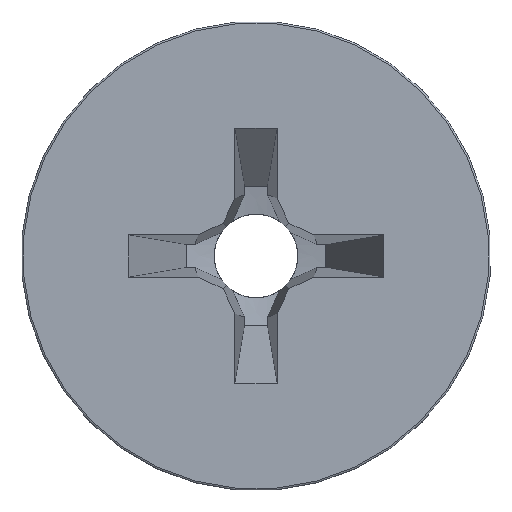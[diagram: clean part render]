
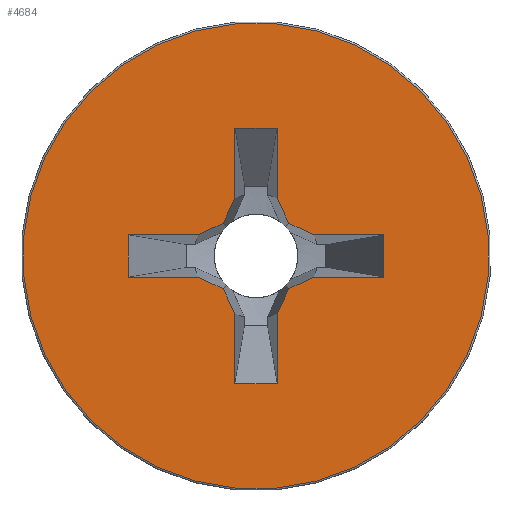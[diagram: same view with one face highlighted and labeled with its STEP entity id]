
A CAD part, left-side view. The second image highlights one B-rep face of the part: STEP entity #4684.
In plain terms, the highlighted planar face has unit normal (-1, 0, 0).
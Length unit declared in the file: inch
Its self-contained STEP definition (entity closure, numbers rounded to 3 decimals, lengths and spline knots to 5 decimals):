
#1985=CARTESIAN_POINT('',(0.,0.,0.));
#1986=DIRECTION('',(-1.,0.,0.));
#1987=DIRECTION('',(0.,1.,0.));
#1988=AXIS2_PLACEMENT_3D('',#1985,#1986,#1987);
#1990=CARTESIAN_POINT('',(0.,0.,0.));
#1991=DIRECTION('',(1.,0.,0.));
#1992=DIRECTION('',(0.,1.,0.));
#1993=AXIS2_PLACEMENT_3D('',#1990,#1991,#1992);
#1995=DIRECTION('',(0.,-0.707,-0.707));
#1996=VECTOR('',#1995,0.01833);
#1997=CARTESIAN_POINT('',(0.,0.04537,-0.03241));
#1998=LINE('',#1997,#1996);
#1999=DIRECTION('',(0.,0.707,-0.707));
#2000=VECTOR('',#1999,0.03028);
#2001=CARTESIAN_POINT('',(0.,0.011,-0.02396));
#2002=LINE('',#2001,#2000);
#2003=DIRECTION('',(0.,0.94,-0.342));
#2004=VECTOR('',#2003,0.01171);
#2005=CARTESIAN_POINT('',(0.,0.,-0.01996));
#2006=LINE('',#2005,#2004);
#2007=DIRECTION('',(0.,0.94,0.342));
#2008=VECTOR('',#2007,0.01171);
#2009=CARTESIAN_POINT('',(0.,-0.011,-0.02396));
#2010=LINE('',#2009,#2008);
#2011=DIRECTION('',(0.,-0.707,-0.707));
#2012=VECTOR('',#2011,0.03028);
#2013=CARTESIAN_POINT('',(0.,-0.011,-0.02396));
#2014=LINE('',#2013,#2012);
#2015=DIRECTION('',(0.,0.707,-0.707));
#2016=VECTOR('',#2015,0.01833);
#2017=CARTESIAN_POINT('',(0.,-0.04537,-0.03241));
#2018=LINE('',#2017,#2016);
#2019=DIRECTION('',(0.,-0.707,-0.707));
#2020=VECTOR('',#2019,0.03028);
#2021=CARTESIAN_POINT('',(0.,-0.02396,-0.011));
#2022=LINE('',#2021,#2020);
#2023=DIRECTION('',(0.,-0.342,-0.94));
#2024=VECTOR('',#2023,0.01171);
#2025=CARTESIAN_POINT('',(0.,-0.01996,0.));
#2026=LINE('',#2025,#2024);
#2027=DIRECTION('',(0.,0.342,-0.94));
#2028=VECTOR('',#2027,0.01171);
#2029=CARTESIAN_POINT('',(0.,-0.02396,0.011));
#2030=LINE('',#2029,#2028);
#2031=DIRECTION('',(0.,0.707,-0.707));
#2032=VECTOR('',#2031,0.03028);
#2033=CARTESIAN_POINT('',(0.,-0.04537,0.03241));
#2034=LINE('',#2033,#2032);
#2035=DIRECTION('',(0.,-0.707,-0.707));
#2036=VECTOR('',#2035,0.01833);
#2037=CARTESIAN_POINT('',(0.,-0.03241,0.04537));
#2038=LINE('',#2037,#2036);
#2039=DIRECTION('',(0.,0.707,-0.707));
#2040=VECTOR('',#2039,0.03028);
#2041=CARTESIAN_POINT('',(0.,-0.03241,0.04537));
#2042=LINE('',#2041,#2040);
#2043=DIRECTION('',(0.,-0.94,0.342));
#2044=VECTOR('',#2043,0.01171);
#2045=CARTESIAN_POINT('',(0.,0.,0.01996));
#2046=LINE('',#2045,#2044);
#2047=DIRECTION('',(0.,-0.94,-0.342));
#2048=VECTOR('',#2047,0.01171);
#2049=CARTESIAN_POINT('',(0.,0.011,0.02396));
#2050=LINE('',#2049,#2048);
#2051=DIRECTION('',(0.,-0.707,-0.707));
#2052=VECTOR('',#2051,0.03028);
#2053=CARTESIAN_POINT('',(0.,0.03241,0.04537));
#2054=LINE('',#2053,#2052);
#2055=DIRECTION('',(0.,0.707,-0.707));
#2056=VECTOR('',#2055,0.01833);
#2057=CARTESIAN_POINT('',(0.,0.03241,0.04537));
#2058=LINE('',#2057,#2056);
#2059=DIRECTION('',(0.,-0.707,-0.707));
#2060=VECTOR('',#2059,0.03028);
#2061=CARTESIAN_POINT('',(0.,0.04537,0.03241));
#2062=LINE('',#2061,#2060);
#2063=DIRECTION('',(0.,0.342,0.94));
#2064=VECTOR('',#2063,0.01171);
#2065=CARTESIAN_POINT('',(0.,0.01996,0.));
#2066=LINE('',#2065,#2064);
#2067=DIRECTION('',(0.,-0.342,0.94));
#2068=VECTOR('',#2067,0.01171);
#2069=CARTESIAN_POINT('',(0.,0.02396,-0.011));
#2070=LINE('',#2069,#2068);
#2071=DIRECTION('',(0.,0.707,-0.707));
#2072=VECTOR('',#2071,0.03028);
#2073=CARTESIAN_POINT('',(0.,0.02396,-0.011));
#2074=LINE('',#2073,#2072);
#2538=CARTESIAN_POINT('',(0.,0.04537,-0.03241));
#2539=CARTESIAN_POINT('',(0.,0.03241,-0.04537));
#2540=VERTEX_POINT('',#2538);
#2541=VERTEX_POINT('',#2539);
#2542=CARTESIAN_POINT('',(0.,0.02396,-0.011));
#2543=VERTEX_POINT('',#2542);
#2544=CARTESIAN_POINT('',(0.,0.01996,0.));
#2545=VERTEX_POINT('',#2544);
#2546=CARTESIAN_POINT('',(0.,0.02396,0.011));
#2547=VERTEX_POINT('',#2546);
#2548=CARTESIAN_POINT('',(0.,0.04537,0.03241));
#2549=VERTEX_POINT('',#2548);
#2550=CARTESIAN_POINT('',(0.,0.03241,0.04537));
#2551=VERTEX_POINT('',#2550);
#2552=CARTESIAN_POINT('',(0.,0.011,0.02396));
#2553=VERTEX_POINT('',#2552);
#2554=CARTESIAN_POINT('',(0.,0.,0.01996));
#2555=VERTEX_POINT('',#2554);
#2556=CARTESIAN_POINT('',(0.,-0.011,0.02396));
#2557=VERTEX_POINT('',#2556);
#2558=CARTESIAN_POINT('',(0.,-0.03241,0.04537));
#2559=VERTEX_POINT('',#2558);
#2560=CARTESIAN_POINT('',(0.,-0.04537,0.03241));
#2561=VERTEX_POINT('',#2560);
#2562=CARTESIAN_POINT('',(0.,-0.02396,0.011));
#2563=VERTEX_POINT('',#2562);
#2564=CARTESIAN_POINT('',(0.,-0.01996,0.));
#2565=VERTEX_POINT('',#2564);
#2566=CARTESIAN_POINT('',(0.,-0.02396,-0.011));
#2567=VERTEX_POINT('',#2566);
#2568=CARTESIAN_POINT('',(0.,-0.04537,-0.03241));
#2569=VERTEX_POINT('',#2568);
#2570=CARTESIAN_POINT('',(0.,-0.03241,-0.04537));
#2571=VERTEX_POINT('',#2570);
#2572=CARTESIAN_POINT('',(0.,-0.011,-0.02396));
#2573=VERTEX_POINT('',#2572);
#2574=CARTESIAN_POINT('',(0.,0.,-0.01996));
#2575=VERTEX_POINT('',#2574);
#2576=CARTESIAN_POINT('',(0.,0.011,-0.02396));
#2577=VERTEX_POINT('',#2576);
#2613=CARTESIAN_POINT('',(0.,0.10021,0.));
#2614=VERTEX_POINT('',#2613);
#2615=CARTESIAN_POINT('',(0.,-0.10021,0.));
#2616=VERTEX_POINT('',#2615);
#4633=CARTESIAN_POINT('',(0.,0.,0.));
#4634=DIRECTION('',(1.,0.,0.));
#4635=DIRECTION('',(0.,-1.,0.));
#4636=AXIS2_PLACEMENT_3D('',#4633,#4634,#4635);
#4637=PLANE('',#4636);
#4638=ORIENTED_EDGE('',*,*,#4626,.F.);
#4639=ORIENTED_EDGE('',*,*,#4615,.T.);
#4640=EDGE_LOOP('',(#4638,#4639));
#4641=FACE_OUTER_BOUND('',#4640,.F.);
#4643=ORIENTED_EDGE('',*,*,#4642,.T.);
#4645=ORIENTED_EDGE('',*,*,#4644,.F.);
#4647=ORIENTED_EDGE('',*,*,#4646,.F.);
#4649=ORIENTED_EDGE('',*,*,#4648,.F.);
#4651=ORIENTED_EDGE('',*,*,#4650,.T.);
#4653=ORIENTED_EDGE('',*,*,#4652,.F.);
#4655=ORIENTED_EDGE('',*,*,#4654,.F.);
#4657=ORIENTED_EDGE('',*,*,#4656,.F.);
#4659=ORIENTED_EDGE('',*,*,#4658,.F.);
#4661=ORIENTED_EDGE('',*,*,#4660,.F.);
#4663=ORIENTED_EDGE('',*,*,#4662,.F.);
#4665=ORIENTED_EDGE('',*,*,#4664,.T.);
#4667=ORIENTED_EDGE('',*,*,#4666,.F.);
#4669=ORIENTED_EDGE('',*,*,#4668,.F.);
#4671=ORIENTED_EDGE('',*,*,#4670,.F.);
#4673=ORIENTED_EDGE('',*,*,#4672,.T.);
#4675=ORIENTED_EDGE('',*,*,#4674,.T.);
#4677=ORIENTED_EDGE('',*,*,#4676,.F.);
#4679=ORIENTED_EDGE('',*,*,#4678,.F.);
#4681=ORIENTED_EDGE('',*,*,#4680,.T.);
#4682=EDGE_LOOP('',(#4643,#4645,#4647,#4649,#4651,#4653,#4655,#4657,#4659,#4661,
#4663,#4665,#4667,#4669,#4671,#4673,#4675,#4677,#4679,#4681));
#4683=FACE_BOUND('',#4682,.F.);
#1989=CIRCLE('',#1988,0.10021);
#1994=CIRCLE('',#1993,0.10021);
#4615=EDGE_CURVE('',#2614,#2616,#1994,.T.);
#4626=EDGE_CURVE('',#2614,#2616,#1989,.T.);
#4642=EDGE_CURVE('',#2540,#2541,#1998,.T.);
#4644=EDGE_CURVE('',#2577,#2541,#2002,.T.);
#4646=EDGE_CURVE('',#2575,#2577,#2006,.T.);
#4648=EDGE_CURVE('',#2573,#2575,#2010,.T.);
#4650=EDGE_CURVE('',#2573,#2571,#2014,.T.);
#4652=EDGE_CURVE('',#2569,#2571,#2018,.T.);
#4654=EDGE_CURVE('',#2567,#2569,#2022,.T.);
#4656=EDGE_CURVE('',#2565,#2567,#2026,.T.);
#4658=EDGE_CURVE('',#2563,#2565,#2030,.T.);
#4660=EDGE_CURVE('',#2561,#2563,#2034,.T.);
#4662=EDGE_CURVE('',#2559,#2561,#2038,.T.);
#4664=EDGE_CURVE('',#2559,#2557,#2042,.T.);
#4666=EDGE_CURVE('',#2555,#2557,#2046,.T.);
#4668=EDGE_CURVE('',#2553,#2555,#2050,.T.);
#4670=EDGE_CURVE('',#2551,#2553,#2054,.T.);
#4672=EDGE_CURVE('',#2551,#2549,#2058,.T.);
#4674=EDGE_CURVE('',#2549,#2547,#2062,.T.);
#4676=EDGE_CURVE('',#2545,#2547,#2066,.T.);
#4678=EDGE_CURVE('',#2543,#2545,#2070,.T.);
#4680=EDGE_CURVE('',#2543,#2540,#2074,.T.);
#4684=ADVANCED_FACE('',(#4641,#4683),#4637,.F.);
